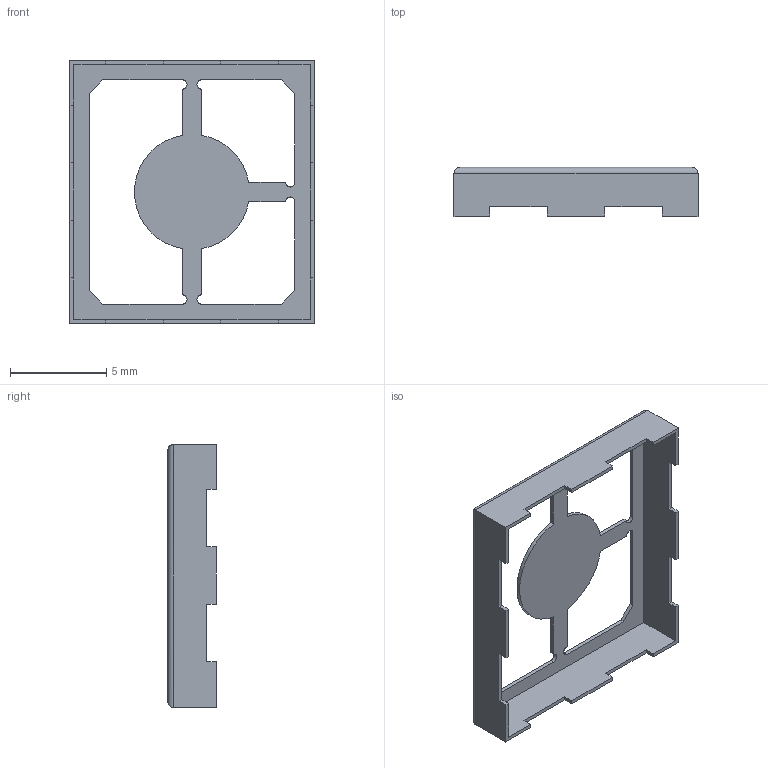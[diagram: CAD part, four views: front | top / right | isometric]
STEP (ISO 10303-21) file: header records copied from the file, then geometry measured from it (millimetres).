
FILE_DESCRIPTION (( 'STEP AP214' ), '1' );
FILE_NAME ('SMS-201F.STEP', '2020-02-18T17:52:38', ( '' ), ( '' ), 'SwSTEP 2.0', 'SolidWorks 2016', '' );
FILE_SCHEMA (( 'AUTOMOTIVE_DESIGN' ));
Length unit declared in the file: millimetre
Products named in the file (1): SMS-201F
Bounding box: 12.7 x 2.54 x 13.67 mm (x, y, z)
Volume: 37.9 mm3; surface area: 409.6 mm2
Topology: 1 solids, 1 shells, 73 faces, 209 edges, 138 vertices
Faces by surface type: plane 59, cylinder 14
Entity records: 2397 total; most frequent: CARTESIAN_POINT 433, ORIENTED_EDGE 418, DIRECTION 373, EDGE_CURVE 209, LINE 185, VECTOR 185, VERTEX_POINT 138, AXIS2_PLACEMENT_3D 94
